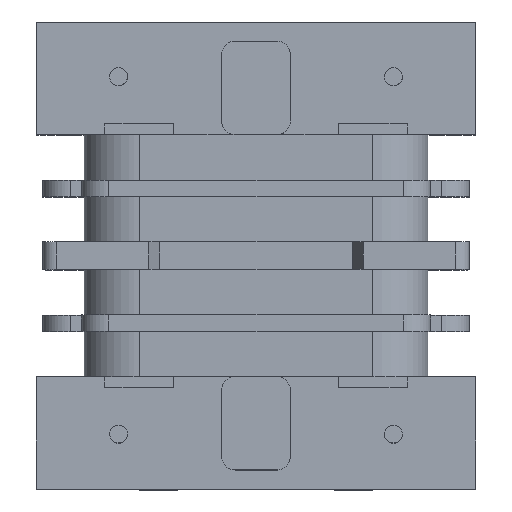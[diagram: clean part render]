
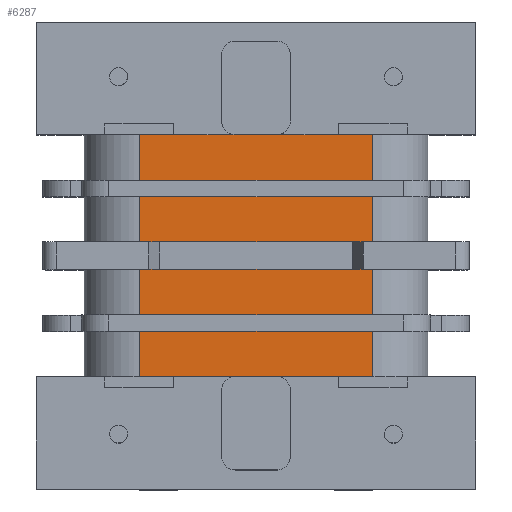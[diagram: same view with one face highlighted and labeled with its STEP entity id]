
A CAD part, top view. The second image highlights one B-rep face of the part: STEP entity #6287.
In plain terms, the highlighted free-form (B-spline) face has degree [1, 1] with [2, 2] control points.
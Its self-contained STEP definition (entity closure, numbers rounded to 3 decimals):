
#6260 = VERTEX_POINT('',#6261);
#6261 = CARTESIAN_POINT('',(6.175,6.393,5.177
    ));
#6267 = EDGE_CURVE('',#6260,#6268,#6270,.T.);
#6268 = VERTEX_POINT('',#6269);
#6269 = CARTESIAN_POINT('',(6.175,-6.393,
    5.177));
#6270 = B_SPLINE_CURVE_WITH_KNOTS('',1,(#6271,#6272),.UNSPECIFIED.,.F.,
  .F.,(2,2),(17.277,26.077),.PIECEWISE_BEZIER_KNOTS.);
#6271 = CARTESIAN_POINT('',(6.175,6.393,5.177
    ));
#6272 = CARTESIAN_POINT('',(6.175,-6.393,
    5.177));
#6287 = ADVANCED_FACE('',(#6288),#6310,.F.);
#6288 = FACE_BOUND('',#6289,.T.);
#6289 = EDGE_LOOP('',(#6290,#6297,#6304,#6309));
#6290 = ORIENTED_EDGE('',*,*,#6291,.F.);
#6291 = EDGE_CURVE('',#6292,#6260,#6294,.T.);
#6292 = VERTEX_POINT('',#6293);
#6293 = CARTESIAN_POINT('',(-6.175,6.393,
    5.177));
#6294 = B_SPLINE_CURVE_WITH_KNOTS('',1,(#6295,#6296),.UNSPECIFIED.,.F.,
  .F.,(2,2),(0.,8.5),.PIECEWISE_BEZIER_KNOTS.);
#6295 = CARTESIAN_POINT('',(-6.175,6.393,
    5.177));
#6296 = CARTESIAN_POINT('',(6.175,6.393,5.177
    ));
#6297 = ORIENTED_EDGE('',*,*,#6298,.T.);
#6298 = EDGE_CURVE('',#6292,#6299,#6301,.T.);
#6299 = VERTEX_POINT('',#6300);
#6300 = CARTESIAN_POINT('',(-6.175,-6.393,
    5.177));
#6301 = B_SPLINE_CURVE_WITH_KNOTS('',1,(#6302,#6303),.UNSPECIFIED.,.F.,
  .F.,(2,2),(17.277,26.077),.PIECEWISE_BEZIER_KNOTS.);
#6302 = CARTESIAN_POINT('',(-6.175,6.393,
    5.177));
#6303 = CARTESIAN_POINT('',(-6.175,-6.393,
    5.177));
#6304 = ORIENTED_EDGE('',*,*,#6305,.T.);
#6305 = EDGE_CURVE('',#6299,#6268,#6306,.T.);
#6306 = B_SPLINE_CURVE_WITH_KNOTS('',1,(#6307,#6308),.UNSPECIFIED.,.F.,
  .F.,(2,2),(0.,8.5),.PIECEWISE_BEZIER_KNOTS.);
#6307 = CARTESIAN_POINT('',(-6.175,-6.393,
    5.177));
#6308 = CARTESIAN_POINT('',(6.175,-6.393,
    5.177));
#6309 = ORIENTED_EDGE('',*,*,#6267,.F.);
#6310 = B_SPLINE_SURFACE_WITH_KNOTS('',1,1,(
    (#6311,#6312)
    ,(#6313,#6314
    )),.UNSPECIFIED.,.F.,.F.,.F.,(2,2),(2,2),(-8.5,0.),(-26.077,
    -17.277),.PIECEWISE_BEZIER_KNOTS.);
#6311 = CARTESIAN_POINT('',(6.175,-6.393,
    5.177));
#6312 = CARTESIAN_POINT('',(6.175,6.393,5.177
    ));
#6313 = CARTESIAN_POINT('',(-6.175,-6.393,
    5.177));
#6314 = CARTESIAN_POINT('',(-6.175,6.393,
    5.177));
